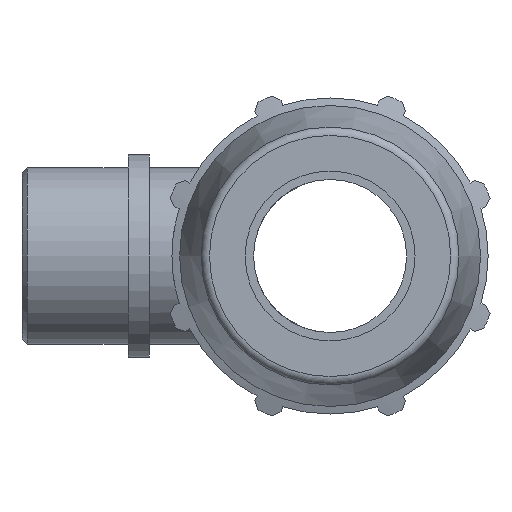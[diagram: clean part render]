
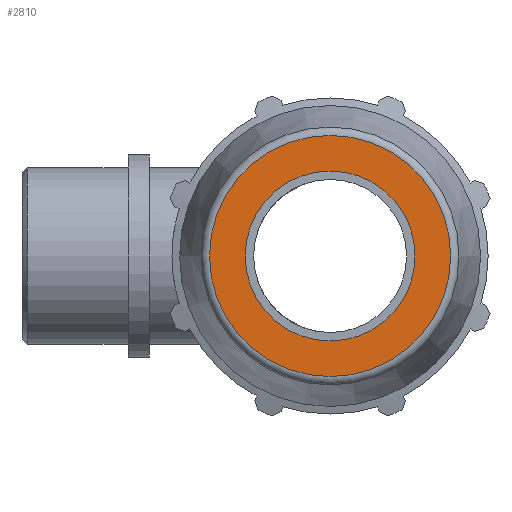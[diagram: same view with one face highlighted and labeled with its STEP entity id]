
A CAD part, left-side view. The second image highlights one B-rep face of the part: STEP entity #2810.
In plain terms, the highlighted planar face has unit normal (-1, 0, 0).
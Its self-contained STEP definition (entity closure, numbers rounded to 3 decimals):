
#57=PLANE('',#3025);
#219=CIRCLE('',#3023,22.704);
#220=CIRCLE('',#3026,16.);
#713=FACE_BOUND('',#987,.T.);
#815=FACE_OUTER_BOUND('',#986,.T.);
#986=EDGE_LOOP('',(#2127));
#987=EDGE_LOOP('',(#2128));
#1240=VERTEX_POINT('',#4468);
#1241=VERTEX_POINT('',#4472);
#1566=EDGE_CURVE('',#1240,#1240,#219,.T.);
#1567=EDGE_CURVE('',#1241,#1241,#220,.T.);
#2127=ORIENTED_EDGE('',*,*,#1566,.T.);
#2128=ORIENTED_EDGE('',*,*,#1567,.T.);
#2810=ADVANCED_FACE('',(#815,#713),#57,.F.);
#3023=AXIS2_PLACEMENT_3D('',#4469,#3521,#3522);
#3025=AXIS2_PLACEMENT_3D('',#4471,#3525,#3526);
#3026=AXIS2_PLACEMENT_3D('',#4473,#3527,#3528);
#3521=DIRECTION('center_axis',(-1.,0.,0.));
#3522=DIRECTION('ref_axis',(0.,-1.,0.));
#3525=DIRECTION('center_axis',(1.,0.,0.));
#3526=DIRECTION('ref_axis',(0.,0.,-1.));
#3527=DIRECTION('center_axis',(1.,0.,0.));
#3528=DIRECTION('ref_axis',(0.,0.,-1.));
#4468=CARTESIAN_POINT('',(-85.,22.704,0.));
#4469=CARTESIAN_POINT('Origin',(-85.,0.,0.));
#4471=CARTESIAN_POINT('Origin',(-85.,16.,0.));
#4472=CARTESIAN_POINT('',(-85.,16.,0.));
#4473=CARTESIAN_POINT('Origin',(-85.,0.,0.));
